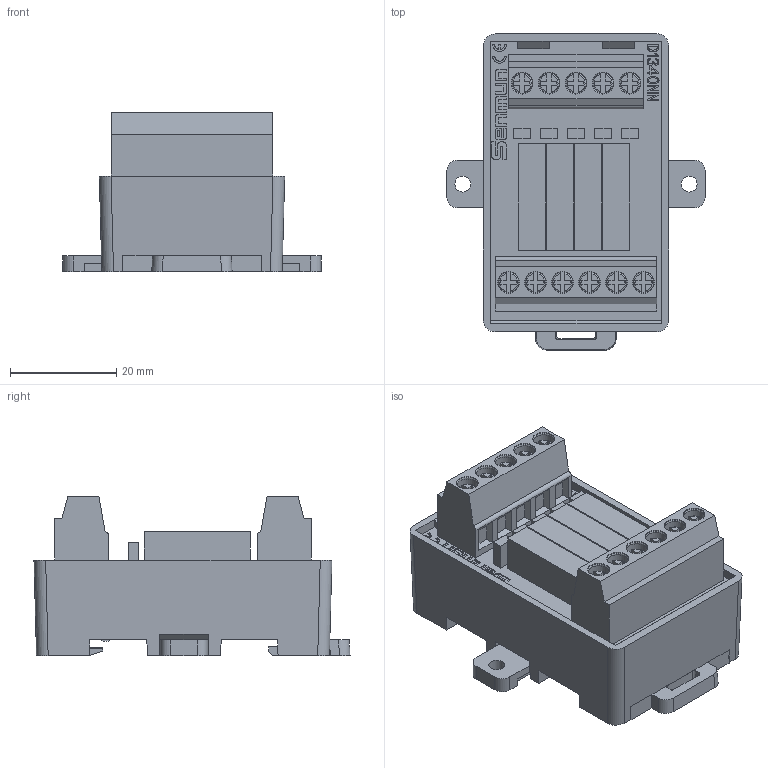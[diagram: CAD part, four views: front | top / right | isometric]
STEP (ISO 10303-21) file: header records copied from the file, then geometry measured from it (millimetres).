
FILE_DESCRIPTION(/* description */ (''),/* implementation_level */ '2;1');
FILE_NAME(/* name */ '12.stp',/* time_stamp */ '2024-08-16T14:10:04+08:00',/* author */ (''),/* organization */ (''),/* preprocessor_version */ 'ST-DEVELOPER v14',/* originating_system */ 'SIEMENS PLM Software NX 8.0',/* authorisation */ '');
FILE_SCHEMA (('AUTOMOTIVE_DESIGN { 1 0 10303 214 3 1 1 1 }'));
Length unit declared in the file: millimetre
Products named in the file (1): Admi3260DBFCac59
Bounding box: 48.6 x 59.51 x 30 mm (x, y, z)
Volume: 39026.1 mm3; surface area: 13561.8 mm2
Topology: 3 solids, 3 shells, 717 faces, 1886 edges, 1247 vertices
Faces by surface type: plane 585, cylinder 65, torus 33, cone 22, extrusion 10, bspline 2
Full cylindrical faces by diameter (mm): 3 x2, 4.1 x22
Entity records: 24086 total; most frequent: CARTESIAN_POINT 5544, ORIENTED_EDGE 3684, DIRECTION 3234, EDGE_CURVE 1842, VECTOR 1482, LINE 1472, VERTEX_POINT 1240, AXIS2_PLACEMENT_3D 876
